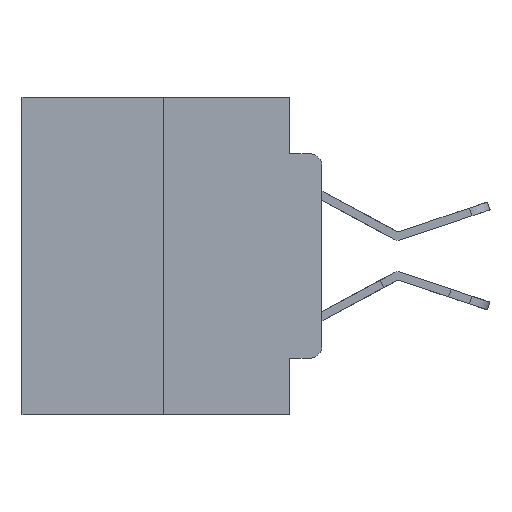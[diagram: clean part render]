
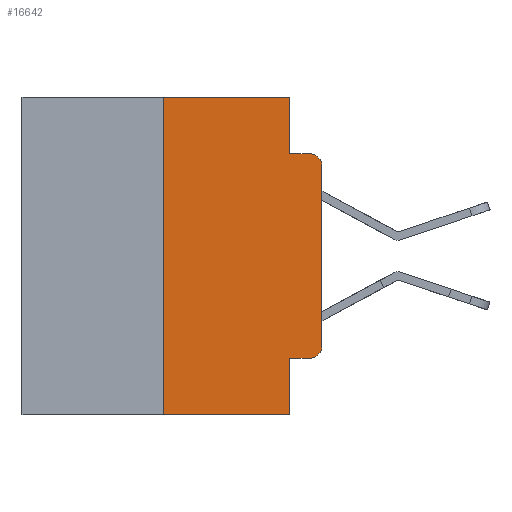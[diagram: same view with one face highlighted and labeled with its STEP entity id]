
A CAD part, left-side view. The second image highlights one B-rep face of the part: STEP entity #16642.
In plain terms, the highlighted planar face has unit normal (-1, 0, 0).
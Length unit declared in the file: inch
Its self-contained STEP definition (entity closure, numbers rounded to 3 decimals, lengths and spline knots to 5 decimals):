
#42 = CARTESIAN_POINT ( 'NONE',  ( 0., 0.25, 0. ) ) ;
#59 = ORIENTED_EDGE ( 'NONE', *, *, #25197, .T. ) ;
#553 = CARTESIAN_POINT ( 'NONE',  ( 0., 0.25, 0. ) ) ;
#888 = EDGE_CURVE ( 'NONE', #6908, #1793, #19626, .T. ) ;
#1228 = VECTOR ( 'NONE', #16728, 39.37008 ) ;
#1370 = CARTESIAN_POINT ( 'NONE',  ( 0., 0., 0. ) ) ;
#1730 = CARTESIAN_POINT ( 'NONE',  ( 0., 0.02, -0.4115 ) ) ;
#1793 = VERTEX_POINT ( 'NONE', #553 ) ;
#3258 = ORIENTED_EDGE ( 'NONE', *, *, #12636, .F. ) ;
#3298 = VERTEX_POINT ( 'NONE', #1730 ) ;
#3349 = PLANE ( 'NONE',  #22433 ) ;
#3561 = VECTOR ( 'NONE', #26705, 39.37008 ) ;
#3603 = DIRECTION ( 'NONE',  ( 0., -1., 0. ) ) ;
#4008 = LINE ( 'NONE', #23170, #13900 ) ;
#4130 = CARTESIAN_POINT ( 'NONE',  ( 0., 0.051, -0.4115 ) ) ;
#4373 = VERTEX_POINT ( 'NONE', #20661 ) ;
#4469 = VECTOR ( 'NONE', #22425, 39.37008 ) ;
#4589 = ORIENTED_EDGE ( 'NONE', *, *, #15788, .T. ) ;
#5108 = CIRCLE ( 'NONE', #15635, 0.02 ) ;
#5147 = CARTESIAN_POINT ( 'NONE',  ( 0., 0.02, -0.1085 ) ) ;
#5285 = ORIENTED_EDGE ( 'NONE', *, *, #17437, .F. ) ;
#6385 = VECTOR ( 'NONE', #13178, 39.37008 ) ;
#6908 = VERTEX_POINT ( 'NONE', #12200 ) ;
#6921 = ORIENTED_EDGE ( 'NONE', *, *, #18015, .T. ) ;
#7265 = DIRECTION ( 'NONE',  ( 0., 0., -1. ) ) ;
#8158 = ORIENTED_EDGE ( 'NONE', *, *, #26267, .T. ) ;
#8207 = ORIENTED_EDGE ( 'NONE', *, *, #888, .F. ) ;
#8374 = ORIENTED_EDGE ( 'NONE', *, *, #9586, .F. ) ;
#8629 = CARTESIAN_POINT ( 'NONE',  ( 0., 0.051, -0.4115 ) ) ;
#8723 = EDGE_LOOP ( 'NONE', ( #12375, #4589, #12209, #3258, #5285, #8207, #6921, #8374, #8158, #59 ) ) ;
#9305 = VECTOR ( 'NONE', #3603, 39.37008 ) ;
#9586 = EDGE_CURVE ( 'NONE', #26951, #11338, #17538, .T. ) ;
#9727 = DIRECTION ( 'NONE',  ( 0., 0., -1. ) ) ;
#10040 = AXIS2_PLACEMENT_3D ( 'NONE', #11474, #25983, #13597 ) ;
#10131 = CARTESIAN_POINT ( 'NONE',  ( 0., 0.051, 0. ) ) ;
#10142 = VERTEX_POINT ( 'NONE', #16180 ) ;
#10335 = VERTEX_POINT ( 'NONE', #25053 ) ;
#10734 = LINE ( 'NONE', #1370, #4469 ) ;
#11338 = VERTEX_POINT ( 'NONE', #14389 ) ;
#11474 = CARTESIAN_POINT ( 'NONE',  ( 0., 0.02, -0.3915 ) ) ;
#11575 = CARTESIAN_POINT ( 'NONE',  ( 0., 0., -0.3915 ) ) ;
#12200 = CARTESIAN_POINT ( 'NONE',  ( 0., 0.25, -0.5 ) ) ;
#12209 = ORIENTED_EDGE ( 'NONE', *, *, #17201, .F. ) ;
#12375 = ORIENTED_EDGE ( 'NONE', *, *, #15281, .T. ) ;
#12477 = VERTEX_POINT ( 'NONE', #11575 ) ;
#12636 = EDGE_CURVE ( 'NONE', #4373, #10335, #20329, .T. ) ;
#13178 = DIRECTION ( 'NONE',  ( 0., 0., -1. ) ) ;
#13597 = DIRECTION ( 'NONE',  ( 0., 0., -1. ) ) ;
#13874 = CARTESIAN_POINT ( 'NONE',  ( 0., 0.473, 0. ) ) ;
#13900 = VECTOR ( 'NONE', #16939, 39.37008 ) ;
#13934 = VECTOR ( 'NONE', #20908, 39.37008 ) ;
#14071 = VECTOR ( 'NONE', #19253, 39.37008 ) ;
#14117 = CARTESIAN_POINT ( 'NONE',  ( 0., 0.051, -0.0885 ) ) ;
#14389 = CARTESIAN_POINT ( 'NONE',  ( 0., 0.051, -0.5 ) ) ;
#14608 = CARTESIAN_POINT ( 'NONE',  ( 0., 0.473, -0.5 ) ) ;
#15256 = CARTESIAN_POINT ( 'NONE',  ( 0., 0.051, 0. ) ) ;
#15281 = EDGE_CURVE ( 'NONE', #12477, #10142, #10734, .T. ) ;
#15635 = AXIS2_PLACEMENT_3D ( 'NONE', #5147, #19813, #7265 ) ;
#15788 = EDGE_CURVE ( 'NONE', #10142, #26953, #5108, .T. ) ;
#16180 = CARTESIAN_POINT ( 'NONE',  ( 0., 0., -0.1085 ) ) ;
#16642 = ADVANCED_FACE ( 'NONE', ( #16877 ), #3349, .F. ) ;
#16728 = DIRECTION ( 'NONE',  ( 0., -1., 0. ) ) ;
#16877 = FACE_OUTER_BOUND ( 'NONE', #8723, .T. ) ;
#16939 = DIRECTION ( 'NONE',  ( 0., -1., 0. ) ) ;
#17201 = EDGE_CURVE ( 'NONE', #10335, #26953, #19785, .T. ) ;
#17437 = EDGE_CURVE ( 'NONE', #1793, #4373, #4008, .T. ) ;
#17538 = LINE ( 'NONE', #15256, #6385 ) ;
#17915 = CIRCLE ( 'NONE', #10040, 0.02 ) ;
#18015 = EDGE_CURVE ( 'NONE', #6908, #11338, #18121, .T. ) ;
#18121 = LINE ( 'NONE', #14608, #1228 ) ;
#19253 = DIRECTION ( 'NONE',  ( 0., 0., 1. ) ) ;
#19489 = LINE ( 'NONE', #4130, #13934 ) ;
#19626 = LINE ( 'NONE', #42, #14071 ) ;
#19785 = LINE ( 'NONE', #14117, #9305 ) ;
#19813 = DIRECTION ( 'NONE',  ( -1., 0., 0. ) ) ;
#20329 = LINE ( 'NONE', #10131, #3561 ) ;
#20661 = CARTESIAN_POINT ( 'NONE',  ( 0., 0.051, 0. ) ) ;
#20908 = DIRECTION ( 'NONE',  ( 0., -1., 0. ) ) ;
#22215 = DIRECTION ( 'NONE',  ( 1., 0., 0. ) ) ;
#22425 = DIRECTION ( 'NONE',  ( 0., 0., 1. ) ) ;
#22433 = AXIS2_PLACEMENT_3D ( 'NONE', #13874, #22215, #9727 ) ;
#23170 = CARTESIAN_POINT ( 'NONE',  ( 0., 0.473, 0. ) ) ;
#23199 = CARTESIAN_POINT ( 'NONE',  ( 0., 0.02, -0.0885 ) ) ;
#25053 = CARTESIAN_POINT ( 'NONE',  ( 0., 0.051, -0.0885 ) ) ;
#25197 = EDGE_CURVE ( 'NONE', #3298, #12477, #17915, .T. ) ;
#25983 = DIRECTION ( 'NONE',  ( -1., 0., 0. ) ) ;
#26267 = EDGE_CURVE ( 'NONE', #26951, #3298, #19489, .T. ) ;
#26705 = DIRECTION ( 'NONE',  ( 0., 0., -1. ) ) ;
#26951 = VERTEX_POINT ( 'NONE', #8629 ) ;
#26953 = VERTEX_POINT ( 'NONE', #23199 ) ;
